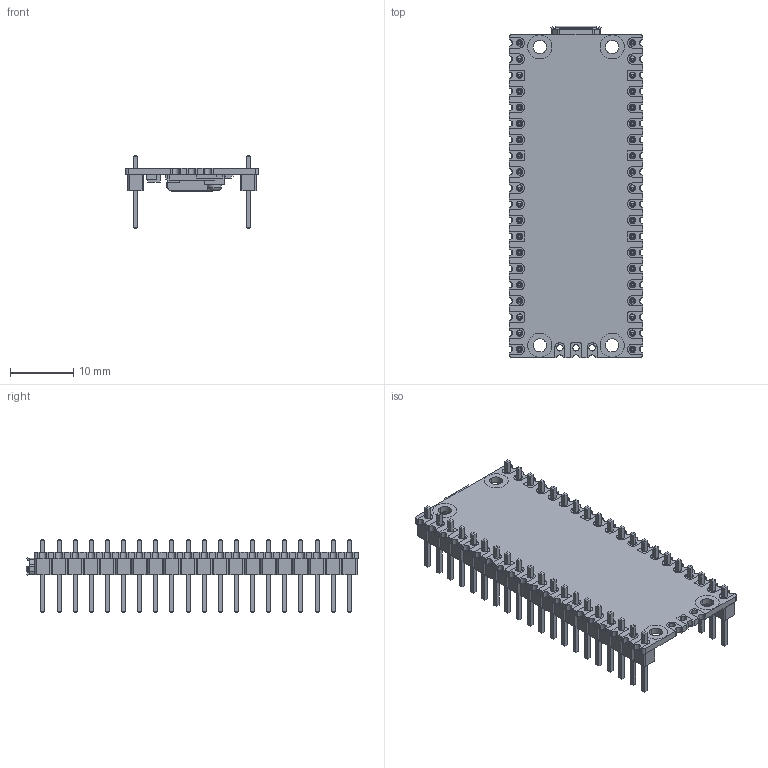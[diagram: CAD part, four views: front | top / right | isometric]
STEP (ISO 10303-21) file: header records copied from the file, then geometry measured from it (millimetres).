
FILE_DESCRIPTION (( 'STEP AP214' ), '1' );
FILE_NAME ('Pico With Pins.STEP', '2024-10-26T01:02:13', ( '' ), ( '' ), 'SwSTEP 2.0', 'SolidWorks 2024', '' );
FILE_SCHEMA (( 'AUTOMOTIVE_DESIGN' ));
Length unit declared in the file: inch
Products named in the file (17): PICO_MURATA.STEP.step; PICO_assm_140121.STEP.step; Pico With Pins; PICO_REF_SWITCH.STEP.step; PICO_REF_ONSEMI.STEP.step; PICO_REF_BOARD.STEP.step; PICO_REF_USB.STEP.step; PICO_AEL.STEP.step; PICO_BOURNS.STEP.step; PinHeader_1x20_P2.54mm_Vertical; PICO_RICHTEK.STEP.step; PICO_REF_LED.STEP.step; PICO_REF_MICROCONTROLLER.STEP.step; PICO_DIODES.STEP.step; Pico-R3; PICO_WINBOND.STEP.step; Pico-R3.step
Assembly tree (18 placements, depth 5):
  Pico With Pins
    Pico-R3
      Pico-R3.step
        PICO_assm_140121.STEP.step
          PICO_REF_BOARD.STEP.step
          PICO_REF_USB.STEP.step
          PICO_REF_SWITCH.STEP.step
          PICO_REF_MICROCONTROLLER.STEP.step
          PICO_REF_LED.STEP.step
          PICO_REF_ONSEMI.STEP.step
          PICO_BOURNS.STEP.step
          PICO_MURATA.STEP.step  x2
          PICO_RICHTEK.STEP.step
          PICO_DIODES.STEP.step
          PICO_AEL.STEP.step
          PICO_WINBOND.STEP.step
    PinHeader_1x20_P2.54mm_Vertical  x2
Bounding box: 21 x 52.3 x 11.54 mm (x, y, z)
Volume: 1932.5 mm3; surface area: 4875.8 mm2
Topology: 19 solids, 19 shells, 1572 faces, 4220 edges, 2776 vertices
Faces by surface type: plane 1325, cylinder 245, torus 2
Entity records: 35787 total; most frequent: CARTESIAN_POINT 6192, ORIENTED_EDGE 6084, DIRECTION 5994, EDGE_CURVE 3042, VECTOR 2302, LINE 2302, VERTEX_POINT 2044, AXIS2_PLACEMENT_3D 1846
